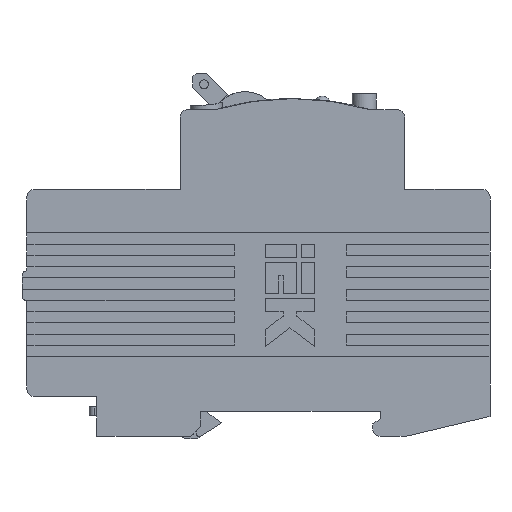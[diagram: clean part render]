
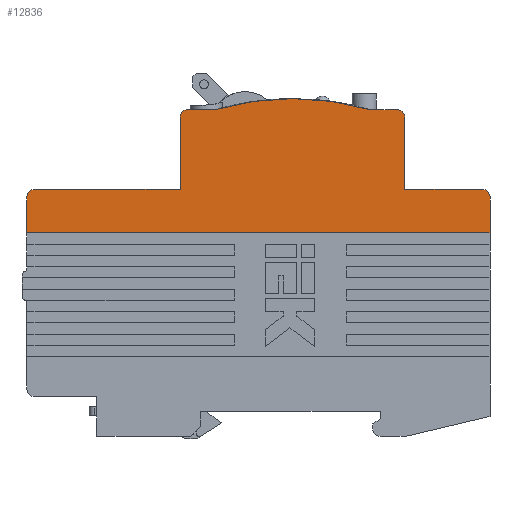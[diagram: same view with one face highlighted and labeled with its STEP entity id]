
A CAD part, left-side view. The second image highlights one B-rep face of the part: STEP entity #12836.
In plain terms, the highlighted planar face has unit normal (-1, 0, 0).
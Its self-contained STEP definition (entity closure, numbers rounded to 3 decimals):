
#114 = CARTESIAN_POINT ( 'NONE',  ( -59.502, 53.1, 11.587 ) ) ;
#187 = DIRECTION ( 'NONE',  ( 0., 0., -1. ) ) ;
#306 = CARTESIAN_POINT ( 'NONE',  ( -59.502, 1.8, 13.087 ) ) ;
#430 = LINE ( 'NONE', #10768, #4698 ) ;
#463 = ORIENTED_EDGE ( 'NONE', *, *, #15117, .T. ) ;
#681 = VECTOR ( 'NONE', #7857, 1000. ) ;
#774 = EDGE_CURVE ( 'NONE', #12040, #1350, #6966, .T. ) ;
#941 = VERTEX_POINT ( 'NONE', #18787 ) ;
#1087 = DIRECTION ( 'NONE',  ( 0., 0., -1. ) ) ;
#1107 = ORIENTED_EDGE ( 'NONE', *, *, #14567, .T. ) ;
#1199 = VECTOR ( 'NONE', #2340, 1000. ) ;
#1350 = VERTEX_POINT ( 'NONE', #4515 ) ;
#1501 = AXIS2_PLACEMENT_3D ( 'NONE', #20075, #10691, #1087 ) ;
#1549 = AXIS2_PLACEMENT_3D ( 'NONE', #13643, #4094, #15219 ) ;
#1684 = LINE ( 'NONE', #10329, #1199 ) ;
#1703 = DIRECTION ( 'NONE',  ( 0., 0., -1. ) ) ;
#1818 = CARTESIAN_POINT ( 'NONE',  ( -59.502, 16.9, 29.087 ) ) ;
#1899 = DIRECTION ( 'NONE',  ( 0., -1., 0. ) ) ;
#1958 = CARTESIAN_POINT ( 'NONE',  ( -59.502, 1.8, 29.087 ) ) ;
#2340 = DIRECTION ( 'NONE',  ( 0., 1., 0. ) ) ;
#2716 = CARTESIAN_POINT ( 'NONE',  ( -59.502, 22.4, 27.587 ) ) ;
#2727 = CIRCLE ( 'NONE', #17582, 1.5 ) ;
#3023 = ORIENTED_EDGE ( 'NONE', *, *, #774, .F. ) ;
#4094 = DIRECTION ( 'NONE',  ( 1., 0., 0. ) ) ;
#4179 = LINE ( 'NONE', #1958, #12653 ) ;
#4317 = ORIENTED_EDGE ( 'NONE', *, *, #14655, .F. ) ;
#4330 = DIRECTION ( 'NONE',  ( 0., 0., -1. ) ) ;
#4497 = CIRCLE ( 'NONE', #17979, 1.5 ) ;
#4515 = CARTESIAN_POINT ( 'NONE',  ( -59.502, -14.1, 29.087 ) ) ;
#4552 = EDGE_CURVE ( 'NONE', #941, #17345, #7225, .T. ) ;
#4698 = VECTOR ( 'NONE', #20141, 1000. ) ;
#4922 = LINE ( 'NONE', #9419, #681 ) ;
#5023 = VERTEX_POINT ( 'NONE', #10046 ) ;
#5105 = ORIENTED_EDGE ( 'NONE', *, *, #14964, .T. ) ;
#5194 = CARTESIAN_POINT ( 'NONE',  ( -59.502, 23.9, 13.087 ) ) ;
#5468 = VECTOR ( 'NONE', #1899, 1000. ) ;
#6195 = CARTESIAN_POINT ( 'NONE',  ( -59.502, 1.8, 29.087 ) ) ;
#6285 = ORIENTED_EDGE ( 'NONE', *, *, #12083, .F. ) ;
#6415 = VERTEX_POINT ( 'NONE', #5194 ) ;
#6430 = VERTEX_POINT ( 'NONE', #11633 ) ;
#6703 = VECTOR ( 'NONE', #18254, 1000. ) ;
#6820 = CARTESIAN_POINT ( 'NONE',  ( -59.502, -21.1, -31.413 ) ) ;
#6966 = CIRCLE ( 'NONE', #11854, 55.648 ) ;
#7192 = CARTESIAN_POINT ( 'NONE',  ( -59.502, 54.6, 13.087 ) ) ;
#7225 = LINE ( 'NONE', #7192, #6703 ) ;
#7237 = PLANE ( 'NONE',  #1549 ) ;
#7857 = DIRECTION ( 'NONE',  ( 0., 0., -1. ) ) ;
#8239 = VERTEX_POINT ( 'NONE', #17426 ) ;
#8271 = DIRECTION ( 'NONE',  ( 1., 0., 0. ) ) ;
#8354 = DIRECTION ( 'NONE',  ( 0., 0., 1. ) ) ;
#8377 = FACE_OUTER_BOUND ( 'NONE', #14158, .T. ) ;
#8498 = LINE ( 'NONE', #13635, #16916 ) ;
#8551 = CARTESIAN_POINT ( 'NONE',  ( -59.502, -21.1, 27.587 ) ) ;
#8966 = CARTESIAN_POINT ( 'NONE',  ( -59.502, -36.7, 13.087 ) ) ;
#9395 = ORIENTED_EDGE ( 'NONE', *, *, #14849, .F. ) ;
#9419 = CARTESIAN_POINT ( 'NONE',  ( -59.502, -38.2, -31.413 ) ) ;
#9536 = CARTESIAN_POINT ( 'NONE',  ( -59.502, 53.1, 13.087 ) ) ;
#9764 = DIRECTION ( 'NONE',  ( -1., 0., 0. ) ) ;
#9971 = LINE ( 'NONE', #6820, #18339 ) ;
#10046 = CARTESIAN_POINT ( 'NONE',  ( -59.502, 22.4, 29.087 ) ) ;
#10329 = CARTESIAN_POINT ( 'NONE',  ( -59.502, 1.8, 13.087 ) ) ;
#10613 = CARTESIAN_POINT ( 'NONE',  ( -59.502, -38.2, 4.387 ) ) ;
#10691 = DIRECTION ( 'NONE',  ( -1., 0., 0. ) ) ;
#10768 = CARTESIAN_POINT ( 'NONE',  ( -59.502, 13.05, 4.387 ) ) ;
#10870 = ORIENTED_EDGE ( 'NONE', *, *, #15246, .T. ) ;
#11085 = VERTEX_POINT ( 'NONE', #12014 ) ;
#11117 = VERTEX_POINT ( 'NONE', #8966 ) ;
#11141 = ORIENTED_EDGE ( 'NONE', *, *, #4552, .T. ) ;
#11292 = DIRECTION ( 'NONE',  ( -1., 0., 0. ) ) ;
#11320 = CARTESIAN_POINT ( 'NONE',  ( -59.502, -19.6, 29.087 ) ) ;
#11633 = CARTESIAN_POINT ( 'NONE',  ( -59.502, 23.9, 27.587 ) ) ;
#11854 = AXIS2_PLACEMENT_3D ( 'NONE', #17747, #8271, #19301 ) ;
#11964 = ORIENTED_EDGE ( 'NONE', *, *, #14427, .F. ) ;
#12014 = CARTESIAN_POINT ( 'NONE',  ( -59.502, -38.2, 11.587 ) ) ;
#12040 = VERTEX_POINT ( 'NONE', #1818 ) ;
#12083 = EDGE_CURVE ( 'NONE', #5023, #12040, #4179, .T. ) ;
#12492 = CARTESIAN_POINT ( 'NONE',  ( -59.502, 54.6, 4.387 ) ) ;
#12653 = VECTOR ( 'NONE', #13138, 1000. ) ;
#12733 = ORIENTED_EDGE ( 'NONE', *, *, #15603, .F. ) ;
#12836 = ADVANCED_FACE ( 'NONE', ( #8377 ), #7237, .F. ) ;
#12957 = LINE ( 'NONE', #6195, #14439 ) ;
#13081 = ORIENTED_EDGE ( 'NONE', *, *, #15373, .T. ) ;
#13138 = DIRECTION ( 'NONE',  ( 0., -1., 0. ) ) ;
#13448 = LINE ( 'NONE', #306, #5468 ) ;
#13635 = CARTESIAN_POINT ( 'NONE',  ( -59.502, 23.9, -31.413 ) ) ;
#13643 = CARTESIAN_POINT ( 'NONE',  ( -59.502, 1.8, -31.413 ) ) ;
#13864 = DIRECTION ( 'NONE',  ( -1., 0., 0. ) ) ;
#14056 = DIRECTION ( 'NONE',  ( 0., -1., 0. ) ) ;
#14158 = EDGE_LOOP ( 'NONE', ( #11141, #17020, #12733, #19268, #13081, #10870, #463, #11964, #3023, #6285, #5105, #9395, #4317, #1107 ) ) ;
#14427 = EDGE_CURVE ( 'NONE', #1350, #17464, #12957, .T. ) ;
#14439 = VECTOR ( 'NONE', #14056, 1000. ) ;
#14567 = EDGE_CURVE ( 'NONE', #16856, #941, #16889, .T. ) ;
#14655 = EDGE_CURVE ( 'NONE', #16856, #6415, #13448, .T. ) ;
#14671 = AXIS2_PLACEMENT_3D ( 'NONE', #114, #11292, #1703 ) ;
#14849 = EDGE_CURVE ( 'NONE', #6415, #6430, #8498, .T. ) ;
#14964 = EDGE_CURVE ( 'NONE', #5023, #6430, #4497, .T. ) ;
#15117 = EDGE_CURVE ( 'NONE', #19630, #17464, #2727, .T. ) ;
#15147 = DIRECTION ( 'NONE',  ( 0., 0., 1. ) ) ;
#15219 = DIRECTION ( 'NONE',  ( 0., 0., -1. ) ) ;
#15246 = EDGE_CURVE ( 'NONE', #8239, #19630, #9971, .T. ) ;
#15373 = EDGE_CURVE ( 'NONE', #11117, #8239, #1684, .T. ) ;
#15457 = EDGE_CURVE ( 'NONE', #11085, #11117, #18314, .T. ) ;
#15485 = EDGE_CURVE ( 'NONE', #19312, #17345, #430, .T. ) ;
#15603 = EDGE_CURVE ( 'NONE', #11085, #19312, #4922, .T. ) ;
#16856 = VERTEX_POINT ( 'NONE', #9536 ) ;
#16889 = CIRCLE ( 'NONE', #14671, 1.5 ) ;
#16916 = VECTOR ( 'NONE', #15147, 1000. ) ;
#17020 = ORIENTED_EDGE ( 'NONE', *, *, #15485, .F. ) ;
#17345 = VERTEX_POINT ( 'NONE', #12492 ) ;
#17426 = CARTESIAN_POINT ( 'NONE',  ( -59.502, -21.1, 13.087 ) ) ;
#17464 = VERTEX_POINT ( 'NONE', #11320 ) ;
#17582 = AXIS2_PLACEMENT_3D ( 'NONE', #19174, #9764, #187 ) ;
#17747 = CARTESIAN_POINT ( 'NONE',  ( -59.502, 1.4, -24.358 ) ) ;
#17979 = AXIS2_PLACEMENT_3D ( 'NONE', #2716, #13864, #4330 ) ;
#18254 = DIRECTION ( 'NONE',  ( 0., 0., -1. ) ) ;
#18314 = CIRCLE ( 'NONE', #1501, 1.5 ) ;
#18339 = VECTOR ( 'NONE', #8354, 1000. ) ;
#18787 = CARTESIAN_POINT ( 'NONE',  ( -59.502, 54.6, 11.587 ) ) ;
#19174 = CARTESIAN_POINT ( 'NONE',  ( -59.502, -19.6, 27.587 ) ) ;
#19268 = ORIENTED_EDGE ( 'NONE', *, *, #15457, .T. ) ;
#19301 = DIRECTION ( 'NONE',  ( 0., 0., -1. ) ) ;
#19312 = VERTEX_POINT ( 'NONE', #10613 ) ;
#19630 = VERTEX_POINT ( 'NONE', #8551 ) ;
#20075 = CARTESIAN_POINT ( 'NONE',  ( -59.502, -36.7, 11.587 ) ) ;
#20141 = DIRECTION ( 'NONE',  ( 0., 1., 0. ) ) ;
